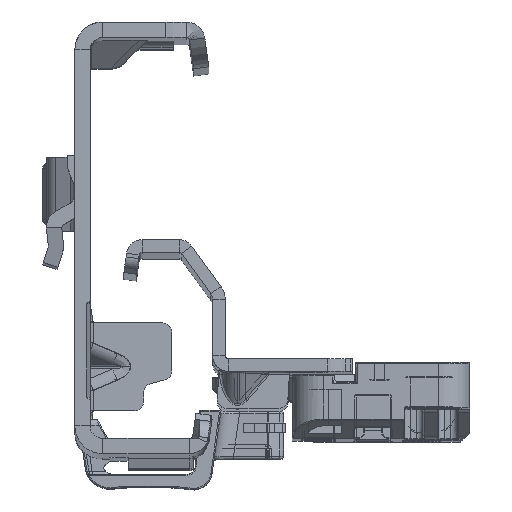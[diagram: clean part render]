
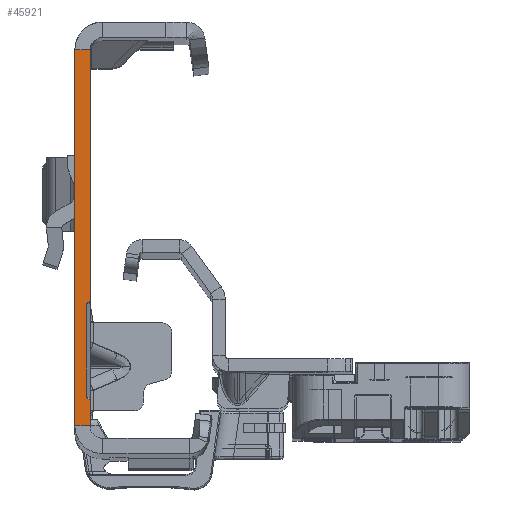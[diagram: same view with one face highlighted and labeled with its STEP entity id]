
A CAD part, top view. The second image highlights one B-rep face of the part: STEP entity #45921.
In plain terms, the highlighted planar face has unit normal (0, 0, 1).
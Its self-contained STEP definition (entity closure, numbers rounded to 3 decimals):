
#4415 = ORIENTED_EDGE ( 'NONE', *, *, #44309, .F. ) ;
#6740 = CARTESIAN_POINT ( 'NONE',  ( 0., 30., 0. ) ) ;
#13853 = EDGE_CURVE ( 'NONE', #114985, #49585, #79420, .T. ) ;
#14879 = CARTESIAN_POINT ( 'NONE',  ( 0., -30., 0. ) ) ;
#16673 = LINE ( 'NONE', #126054, #43134 ) ;
#19712 = DIRECTION ( 'NONE',  ( 1., 0., 0. ) ) ;
#20194 = VECTOR ( 'NONE', #89193, 1000. ) ;
#20998 = CARTESIAN_POINT ( 'NONE',  ( -2.45, -32., 0. ) ) ;
#22693 = LINE ( 'NONE', #84465, #36847 ) ;
#23867 = CARTESIAN_POINT ( 'NONE',  ( -0.536, -10.45, 0. ) ) ;
#24233 = ORIENTED_EDGE ( 'NONE', *, *, #32398, .T. ) ;
#27487 = CARTESIAN_POINT ( 'NONE',  ( 0.082, -26.047, 0. ) ) ;
#29498 = CARTESIAN_POINT ( 'NONE',  ( -2.45, -30., 0. ) ) ;
#29829 = CARTESIAN_POINT ( 'NONE',  ( 0., -25.968, 0. ) ) ;
#31719 = CARTESIAN_POINT ( 'NONE',  ( 0., 30., 0. ) ) ;
#31855 = CARTESIAN_POINT ( 'NONE',  ( -0.536, -9.85, 0. ) ) ;
#32398 = EDGE_CURVE ( 'NONE', #45283, #116887, #16673, .T. ) ;
#33400 = DIRECTION ( 'NONE',  ( 0.719, 0.695, 0. ) ) ;
#34367 = VECTOR ( 'NONE', #68649, 1000. ) ;
#34705 = CARTESIAN_POINT ( 'NONE',  ( 0., -30., 0. ) ) ;
#36847 = VECTOR ( 'NONE', #121684, 1000. ) ;
#39882 = PLANE ( 'NONE',  #101221 ) ;
#43134 = VECTOR ( 'NONE', #114345, 1000. ) ;
#44309 = EDGE_CURVE ( 'NONE', #77967, #105433, #48459, .T. ) ;
#44638 = ORIENTED_EDGE ( 'NONE', *, *, #77635, .F. ) ;
#45283 = VERTEX_POINT ( 'NONE', #85950 ) ;
#45921 = ADVANCED_FACE ( 'NONE', ( #76539 ), #39882, .T. ) ;
#48459 = LINE ( 'NONE', #127881, #34367 ) ;
#49585 = VERTEX_POINT ( 'NONE', #82950 ) ;
#52941 = EDGE_CURVE ( 'NONE', #77967, #45283, #56233, .T. ) ;
#55878 = ORIENTED_EDGE ( 'NONE', *, *, #52941, .T. ) ;
#56233 = LINE ( 'NONE', #6740, #57318 ) ;
#57318 = VECTOR ( 'NONE', #78334, 1000. ) ;
#57366 = EDGE_CURVE ( 'NONE', #114985, #105433, #114105, .T. ) ;
#62108 = ORIENTED_EDGE ( 'NONE', *, *, #57366, .T. ) ;
#62547 = ORIENTED_EDGE ( 'NONE', *, *, #121339, .T. ) ;
#63500 = VECTOR ( 'NONE', #106921, 1000. ) ;
#64004 = CARTESIAN_POINT ( 'NONE',  ( -0.259, -10.182, 0. ) ) ;
#68649 = DIRECTION ( 'NONE',  ( 0., -1., 0. ) ) ;
#76101 = ORIENTED_EDGE ( 'NONE', *, *, #13853, .F. ) ;
#76539 = FACE_OUTER_BOUND ( 'NONE', #101568, .T. ) ;
#77620 = LINE ( 'NONE', #27487, #63500 ) ;
#77635 = EDGE_CURVE ( 'NONE', #124484, #116887, #104083, .T. ) ;
#77967 = VERTEX_POINT ( 'NONE', #31719 ) ;
#78334 = DIRECTION ( 'NONE',  ( -1., 0., 0. ) ) ;
#79420 = LINE ( 'NONE', #31855, #20194 ) ;
#82932 = VERTEX_POINT ( 'NONE', #29829 ) ;
#82950 = CARTESIAN_POINT ( 'NONE',  ( -0.536, -25.45, 0. ) ) ;
#84465 = CARTESIAN_POINT ( 'NONE',  ( 0., -32., 0. ) ) ;
#85950 = CARTESIAN_POINT ( 'NONE',  ( -2.45, 30., 0. ) ) ;
#89193 = DIRECTION ( 'NONE',  ( 0., -1., 0. ) ) ;
#94310 = DIRECTION ( 'NONE',  ( -1., 0., 0. ) ) ;
#95158 = ORIENTED_EDGE ( 'NONE', *, *, #110498, .F. ) ;
#101221 = AXIS2_PLACEMENT_3D ( 'NONE', #20998, #116257, #19712 ) ;
#101568 = EDGE_LOOP ( 'NONE', ( #76101, #62108, #4415, #55878, #24233, #44638, #95158, #62547 ) ) ;
#104083 = LINE ( 'NONE', #14879, #110919 ) ;
#105433 = VERTEX_POINT ( 'NONE', #108803 ) ;
#106921 = DIRECTION ( 'NONE',  ( -0.719, 0.695, 0. ) ) ;
#108803 = CARTESIAN_POINT ( 'NONE',  ( 0., -9.932, 0. ) ) ;
#110498 = EDGE_CURVE ( 'NONE', #82932, #124484, #22693, .T. ) ;
#110919 = VECTOR ( 'NONE', #94310, 1000. ) ;
#114105 = LINE ( 'NONE', #64004, #118170 ) ;
#114345 = DIRECTION ( 'NONE',  ( 0., -1., 0. ) ) ;
#114985 = VERTEX_POINT ( 'NONE', #23867 ) ;
#116257 = DIRECTION ( 'NONE',  ( 0., 0., 1. ) ) ;
#116887 = VERTEX_POINT ( 'NONE', #29498 ) ;
#118170 = VECTOR ( 'NONE', #33400, 1000. ) ;
#121339 = EDGE_CURVE ( 'NONE', #82932, #49585, #77620, .T. ) ;
#121684 = DIRECTION ( 'NONE',  ( 0., -1., 0. ) ) ;
#124484 = VERTEX_POINT ( 'NONE', #34705 ) ;
#126054 = CARTESIAN_POINT ( 'NONE',  ( -2.45, -32., 0. ) ) ;
#127881 = CARTESIAN_POINT ( 'NONE',  ( 0., -32., 0. ) ) ;
